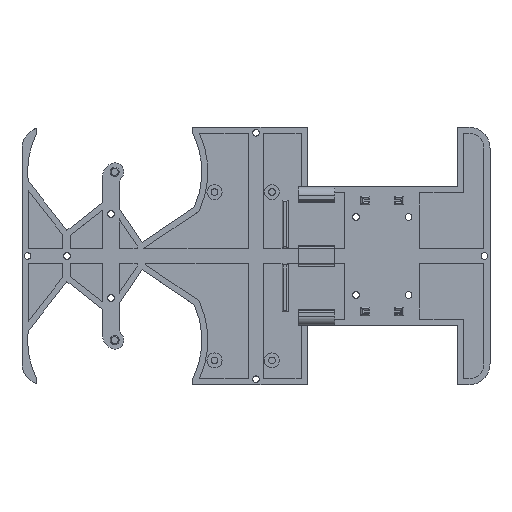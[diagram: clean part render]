
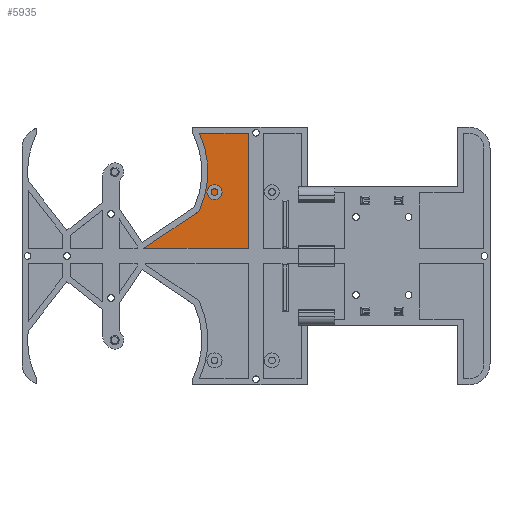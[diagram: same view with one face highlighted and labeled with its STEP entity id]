
A CAD part, top view. The second image highlights one B-rep face of the part: STEP entity #5935.
In plain terms, the highlighted planar face has unit normal (0, 0, 1).
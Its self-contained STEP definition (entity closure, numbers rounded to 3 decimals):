
#264=CIRCLE('',#6458,30.996);
#430=PLANE('',#6460);
#757=FACE_OUTER_BOUND('',#1130,.T.);
#1130=EDGE_LOOP('',(#5340,#5341,#5342,#5343,#5344));
#1791=LINE('',#10271,#2400);
#1794=LINE('',#10276,#2403);
#1796=LINE('',#10280,#2405);
#1798=LINE('',#10286,#2407);
#2400=VECTOR('',#7979,10.);
#2403=VECTOR('',#7984,10.);
#2405=VECTOR('',#7988,10.);
#2407=VECTOR('',#7996,10.);
#2950=VERTEX_POINT('',#10268);
#2951=VERTEX_POINT('',#10270);
#2952=VERTEX_POINT('',#10274);
#2953=VERTEX_POINT('',#10278);
#2954=VERTEX_POINT('',#10282);
#3756=EDGE_CURVE('',#2950,#2951,#1791,.T.);
#3759=EDGE_CURVE('',#2952,#2950,#1794,.T.);
#3761=EDGE_CURVE('',#2953,#2952,#1796,.T.);
#3763=EDGE_CURVE('',#2954,#2953,#264,.T.);
#3764=EDGE_CURVE('',#2951,#2954,#1798,.T.);
#5340=ORIENTED_EDGE('',*,*,#3764,.F.);
#5341=ORIENTED_EDGE('',*,*,#3756,.F.);
#5342=ORIENTED_EDGE('',*,*,#3759,.F.);
#5343=ORIENTED_EDGE('',*,*,#3761,.F.);
#5344=ORIENTED_EDGE('',*,*,#3763,.F.);
#5935=ADVANCED_FACE('',(#757),#430,.F.);
#6458=AXIS2_PLACEMENT_3D('',#10284,#7992,#7993);
#6460=AXIS2_PLACEMENT_3D('',#10287,#7997,#7998);
#7979=DIRECTION('',(-1.,0.,0.));
#7984=DIRECTION('',(0.,-1.,0.));
#7988=DIRECTION('',(1.,0.,0.));
#7992=DIRECTION('center_axis',(0.,0.,1.));
#7993=DIRECTION('ref_axis',(0.91,0.415,0.));
#7996=DIRECTION('',(0.829,0.559,0.));
#7997=DIRECTION('center_axis',(0.,0.,-1.));
#7998=DIRECTION('ref_axis',(1.,0.,0.));
#10268=CARTESIAN_POINT('',(-2.5,2.5,-7.));
#10270=CARTESIAN_POINT('',(-37.38,2.5,-7.));
#10271=CARTESIAN_POINT('',(-77.85,2.5,-7.));
#10274=CARTESIAN_POINT('',(-2.5,40.85,-7.));
#10276=CARTESIAN_POINT('',(-2.5,-42.85,-7.));
#10278=CARTESIAN_POINT('',(-18.793,40.85,-7.));
#10280=CARTESIAN_POINT('',(-18.793,40.85,-7.));
#10282=CARTESIAN_POINT('',(-18.868,14.986,-7.));
#10284=CARTESIAN_POINT('Origin',(-47.,28.,-7.));
#10286=CARTESIAN_POINT('',(-38.407,1.807,-7.));
#10287=CARTESIAN_POINT('Origin',(-19.94,21.675,-7.));
